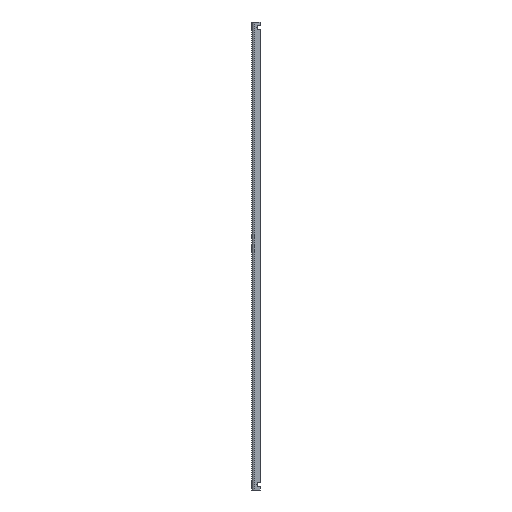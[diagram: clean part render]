
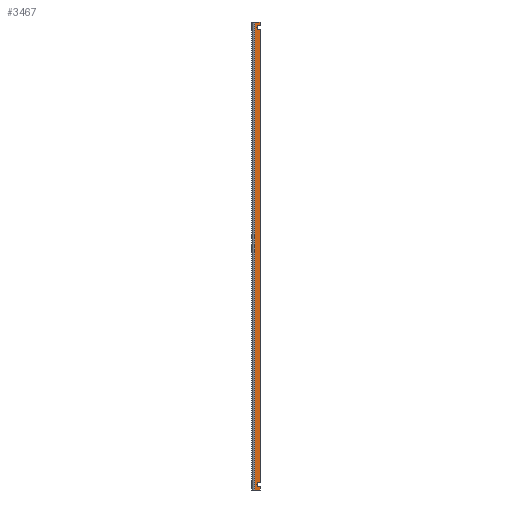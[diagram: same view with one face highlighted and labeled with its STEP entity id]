
A CAD part, left-side view. The second image highlights one B-rep face of the part: STEP entity #3467.
In plain terms, the highlighted planar face has unit normal (-1, 0, 0).
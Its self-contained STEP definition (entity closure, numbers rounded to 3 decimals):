
#54=DIRECTION('',(0.,1.,0.));
#55=VECTOR('',#54,5.);
#56=CARTESIAN_POINT('',(-106.,-7.,-215.75));
#57=LINE('',#56,#55);
#1205=CARTESIAN_POINT('',(-106.,-6.14,-210.75));
#1206=DIRECTION('',(1.,0.,0.));
#1207=DIRECTION('',(0.,-0.43,-0.903));
#1208=AXIS2_PLACEMENT_3D('',#1205,#1206,#1207);
#1215=DIRECTION('',(0.,0.,1.));
#1216=VECTOR('',#1215,3.194);
#1217=CARTESIAN_POINT('',(-106.,-7.,-215.75));
#1218=LINE('',#1217,#1216);
#1219=DIRECTION('',(0.,0.,1.));
#1220=VECTOR('',#1219,3.194);
#1221=CARTESIAN_POINT('',(-106.,-7.,212.556));
#1222=LINE('',#1221,#1220);
#1223=DIRECTION('',(0.,0.,1.));
#1224=VECTOR('',#1223,417.889);
#1225=CARTESIAN_POINT('',(-106.,-7.,-208.944));
#1226=LINE('',#1225,#1224);
#1260=CARTESIAN_POINT('',(-106.,-6.14,210.75));
#1261=DIRECTION('',(1.,0.,0.));
#1262=DIRECTION('',(0.,-0.43,-0.903));
#1263=AXIS2_PLACEMENT_3D('',#1260,#1261,#1262);
#1282=DIRECTION('',(0.,1.,0.));
#1283=VECTOR('',#1282,5.);
#1284=CARTESIAN_POINT('',(-106.,-7.,215.75));
#1285=LINE('',#1284,#1283);
#1317=DIRECTION('',(0.,0.,1.));
#1318=VECTOR('',#1317,431.5);
#1319=CARTESIAN_POINT('',(-106.,-2.,-215.75));
#1320=LINE('',#1319,#1318);
#1501=CARTESIAN_POINT('',(-106.,-7.,-215.75));
#1502=CARTESIAN_POINT('',(-106.,-2.,-215.75));
#1503=VERTEX_POINT('',#1501);
#1504=VERTEX_POINT('',#1502);
#1509=CARTESIAN_POINT('',(-106.,-7.,215.75));
#1510=CARTESIAN_POINT('',(-106.,-2.,215.75));
#1511=VERTEX_POINT('',#1509);
#1512=VERTEX_POINT('',#1510);
#1542=CARTESIAN_POINT('',(-106.,-7.,212.556));
#1544=VERTEX_POINT('',#1542);
#1546=CARTESIAN_POINT('',(-106.,-7.,208.944));
#1548=VERTEX_POINT('',#1546);
#1549=CARTESIAN_POINT('',(-106.,-7.,-212.556));
#1551=VERTEX_POINT('',#1549);
#1553=CARTESIAN_POINT('',(-106.,-7.,-208.944));
#1555=VERTEX_POINT('',#1553);
#3446=CARTESIAN_POINT('',(-106.,-7.,-215.75));
#3447=DIRECTION('',(1.,0.,0.));
#3448=DIRECTION('',(0.,1.,0.));
#3449=AXIS2_PLACEMENT_3D('',#3446,#3447,#3448);
#3450=PLANE('',#3449);
#3451=ORIENTED_EDGE('',*,*,#3436,.F.);
#3453=ORIENTED_EDGE('',*,*,#3452,.F.);
#3454=ORIENTED_EDGE('',*,*,#1902,.T.);
#3456=ORIENTED_EDGE('',*,*,#3455,.T.);
#3458=ORIENTED_EDGE('',*,*,#3457,.F.);
#3460=ORIENTED_EDGE('',*,*,#3459,.F.);
#3462=ORIENTED_EDGE('',*,*,#3461,.F.);
#3464=ORIENTED_EDGE('',*,*,#3463,.F.);
#3465=EDGE_LOOP('',(#3451,#3453,#3454,#3456,#3458,#3460,#3462,#3464));
#3466=FACE_OUTER_BOUND('',#3465,.F.);
#3467=ADVANCED_FACE('',(#3466),#3450,.F.);
#1209=CIRCLE('',#1208,2.);
#1264=CIRCLE('',#1263,2.);
#1902=EDGE_CURVE('',#1503,#1504,#57,.T.);
#3436=EDGE_CURVE('',#1551,#1555,#1209,.T.);
#3452=EDGE_CURVE('',#1503,#1551,#1218,.T.);
#3455=EDGE_CURVE('',#1504,#1512,#1320,.T.);
#3457=EDGE_CURVE('',#1511,#1512,#1285,.T.);
#3459=EDGE_CURVE('',#1544,#1511,#1222,.T.);
#3461=EDGE_CURVE('',#1548,#1544,#1264,.T.);
#3463=EDGE_CURVE('',#1555,#1548,#1226,.T.);
